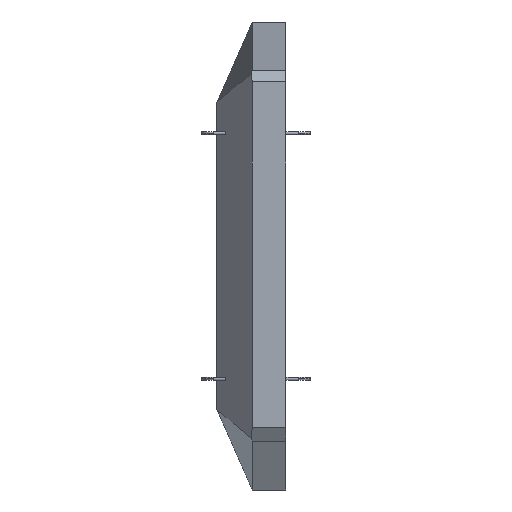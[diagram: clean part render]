
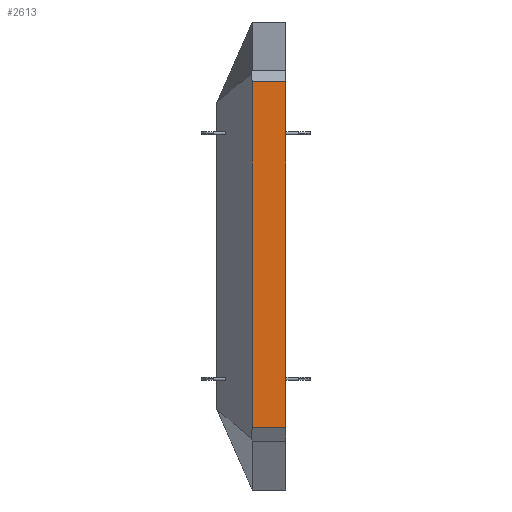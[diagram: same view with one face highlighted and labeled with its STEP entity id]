
A CAD part, left-side view. The second image highlights one B-rep face of the part: STEP entity #2613.
In plain terms, the highlighted planar face has unit normal (-1, 0, 0).
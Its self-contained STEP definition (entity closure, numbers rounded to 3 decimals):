
#5 = EDGE_CURVE ( 'NONE', #263, #1767, #2226, .T. ) ;
#102 = PLANE ( 'NONE',  #1652 ) ;
#134 = CARTESIAN_POINT ( 'NONE',  ( -1455., 110., -597.5 ) ) ;
#263 = VERTEX_POINT ( 'NONE', #2105 ) ;
#306 = CARTESIAN_POINT ( 'NONE',  ( -1455., 0., -558.909 ) ) ;
#455 = CARTESIAN_POINT ( 'NONE',  ( -1455., 0., -597.5 ) ) ;
#556 = VECTOR ( 'NONE', #1505, 1000. ) ;
#623 = EDGE_CURVE ( 'NONE', #263, #2227, #1740, .T. ) ;
#635 = CARTESIAN_POINT ( 'NONE',  ( -1455., 110., 567.5 ) ) ;
#759 = VECTOR ( 'NONE', #2403, 1000. ) ;
#827 = LINE ( 'NONE', #455, #759 ) ;
#905 = EDGE_LOOP ( 'NONE', ( #1254, #1167, #1546, #2574 ) ) ;
#1126 = LINE ( 'NONE', #635, #556 ) ;
#1167 = ORIENTED_EDGE ( 'NONE', *, *, #623, .T. ) ;
#1254 = ORIENTED_EDGE ( 'NONE', *, *, #5, .F. ) ;
#1505 = DIRECTION ( 'NONE',  ( 0., 1., 0. ) ) ;
#1546 = ORIENTED_EDGE ( 'NONE', *, *, #2451, .T. ) ;
#1611 = DIRECTION ( 'NONE',  ( 0., 0., -1. ) ) ;
#1652 = AXIS2_PLACEMENT_3D ( 'NONE', #134, #1838, #1611 ) ;
#1740 = LINE ( 'NONE', #2212, #1765 ) ;
#1765 = VECTOR ( 'NONE', #2708, 1000. ) ;
#1767 = VERTEX_POINT ( 'NONE', #2503 ) ;
#1838 = DIRECTION ( 'NONE',  ( 1., 0., 0. ) ) ;
#1874 = DIRECTION ( 'NONE',  ( 0., 0., 1. ) ) ;
#1979 = VERTEX_POINT ( 'NONE', #2779 ) ;
#2105 = CARTESIAN_POINT ( 'NONE',  ( -1455., 110., -558.909 ) ) ;
#2124 = FACE_OUTER_BOUND ( 'NONE', #905, .T. ) ;
#2212 = CARTESIAN_POINT ( 'NONE',  ( -1455., 110., -558.909 ) ) ;
#2226 = LINE ( 'NONE', #2548, #2660 ) ;
#2227 = VERTEX_POINT ( 'NONE', #306 ) ;
#2403 = DIRECTION ( 'NONE',  ( 0., 0., 1. ) ) ;
#2419 = EDGE_CURVE ( 'NONE', #1979, #1767, #1126, .T. ) ;
#2451 = EDGE_CURVE ( 'NONE', #2227, #1979, #827, .T. ) ;
#2503 = CARTESIAN_POINT ( 'NONE',  ( -1455., 110., 567.5 ) ) ;
#2548 = CARTESIAN_POINT ( 'NONE',  ( -1455., 110., 0. ) ) ;
#2574 = ORIENTED_EDGE ( 'NONE', *, *, #2419, .T. ) ;
#2613 = ADVANCED_FACE ( 'NONE', ( #2124 ), #102, .F. ) ;
#2660 = VECTOR ( 'NONE', #1874, 1000. ) ;
#2708 = DIRECTION ( 'NONE',  ( 0., -1., 0. ) ) ;
#2779 = CARTESIAN_POINT ( 'NONE',  ( -1455., 0., 567.5 ) ) ;
